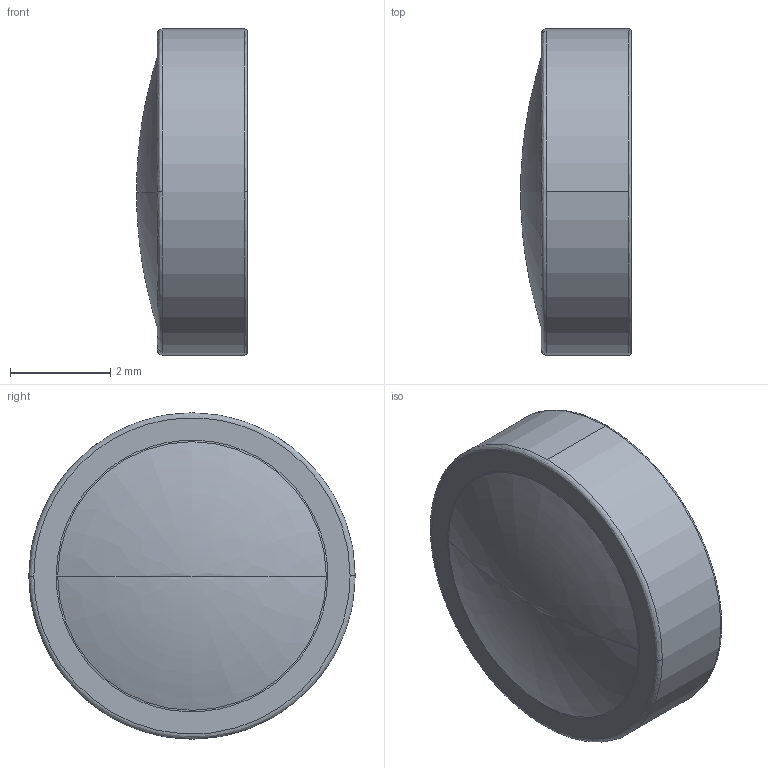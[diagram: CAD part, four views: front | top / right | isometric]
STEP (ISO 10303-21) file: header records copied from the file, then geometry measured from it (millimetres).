
FILE_DESCRIPTION (( 'STEP AP203' ), '1' );
FILE_NAME ('TTN021159-E0W.STEP', '2014-05-23T16:09:57', ( 'admin' ), ( '' ), 'SwSTEP 2.0', 'SolidWorks 2012', '' );
FILE_SCHEMA (( 'CONFIG_CONTROL_DESIGN' ));
Length unit declared in the file: inch
Products named in the file (1): TTN021159-E0W
Bounding box: 2.21 x 6.5 x 6.5 mm (x, y, z)
Volume: 64.3 mm3; surface area: 102.5 mm2
Topology: 1 solids, 1 shells, 14 faces, 40 edges, 26 vertices
Faces by surface type: bspline 10, cylinder 2, plane 2
Entity records: 1107 total; most frequent: CARTESIAN_POINT 736, ORIENTED_EDGE 72, DIRECTION 48, EDGE_CURVE 36, VERTEX_POINT 26, AXIS2_PLACEMENT_3D 23, CIRCLE 18, EDGE_LOOP 16
